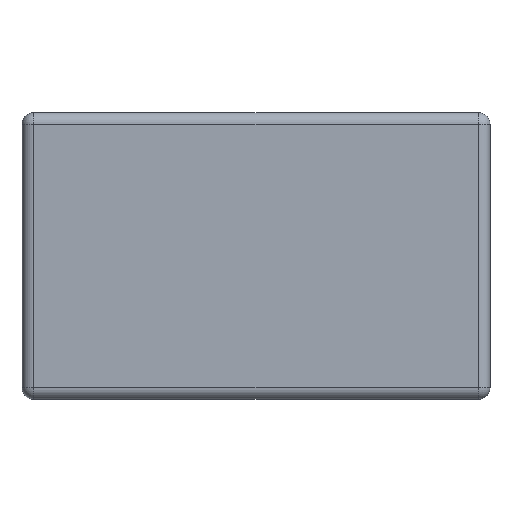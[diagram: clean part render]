
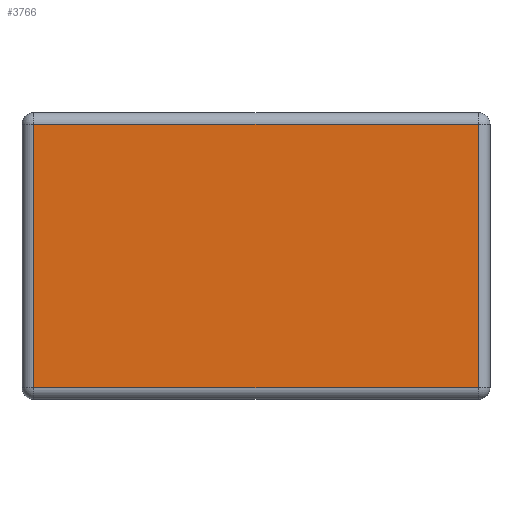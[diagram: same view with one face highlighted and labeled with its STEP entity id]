
A CAD part, front view. The second image highlights one B-rep face of the part: STEP entity #3766.
In plain terms, the highlighted planar face has unit normal (0, -1, 0).
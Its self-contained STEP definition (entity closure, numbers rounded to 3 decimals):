
#70=PLANE('',#4041);
#215=FACE_OUTER_BOUND('',#430,.T.);
#430=EDGE_LOOP('',(#2734,#2735,#2736,#2737));
#698=LINE('',#5768,#1078);
#700=LINE('',#5776,#1080);
#702=LINE('',#5786,#1082);
#704=LINE('',#5795,#1084);
#1078=VECTOR('',#4584,10.);
#1080=VECTOR('',#4592,10.);
#1082=VECTOR('',#4604,10.);
#1084=VECTOR('',#4616,10.);
#1635=VERTEX_POINT('',#5765);
#1636=VERTEX_POINT('',#5767);
#1639=VERTEX_POINT('',#5775);
#1642=VERTEX_POINT('',#5785);
#2047=EDGE_CURVE('',#1635,#1636,#698,.T.);
#2051=EDGE_CURVE('',#1636,#1639,#700,.T.);
#2056=EDGE_CURVE('',#1639,#1642,#702,.T.);
#2061=EDGE_CURVE('',#1642,#1635,#704,.T.);
#2734=ORIENTED_EDGE('',*,*,#2047,.F.);
#2735=ORIENTED_EDGE('',*,*,#2061,.F.);
#2736=ORIENTED_EDGE('',*,*,#2056,.F.);
#2737=ORIENTED_EDGE('',*,*,#2051,.F.);
#3766=ADVANCED_FACE('',(#215),#70,.F.);
#4041=AXIS2_PLACEMENT_3D('',#5821,#4647,#4648);
#4584=DIRECTION('',(0.,0.,-1.));
#4592=DIRECTION('',(-1.,0.,0.));
#4604=DIRECTION('',(0.,0.,1.));
#4616=DIRECTION('',(1.,0.,0.));
#4647=DIRECTION('center_axis',(0.,1.,0.));
#4648=DIRECTION('ref_axis',(1.,0.,0.));
#5765=CARTESIAN_POINT('',(133.65,0.,59.15));
#5767=CARTESIAN_POINT('',(133.65,0.,-83.725));
#5768=CARTESIAN_POINT('',(133.65,0.,23.431));
#5775=CARTESIAN_POINT('',(-107.65,0.,-83.725));
#5776=CARTESIAN_POINT('',(73.325,0.,-83.725));
#5785=CARTESIAN_POINT('',(-107.65,0.,59.15));
#5786=CARTESIAN_POINT('',(-107.65,0.,-48.006));
#5795=CARTESIAN_POINT('',(-47.325,0.,59.15));
#5821=CARTESIAN_POINT('Origin',(13.,0.,-12.287));
